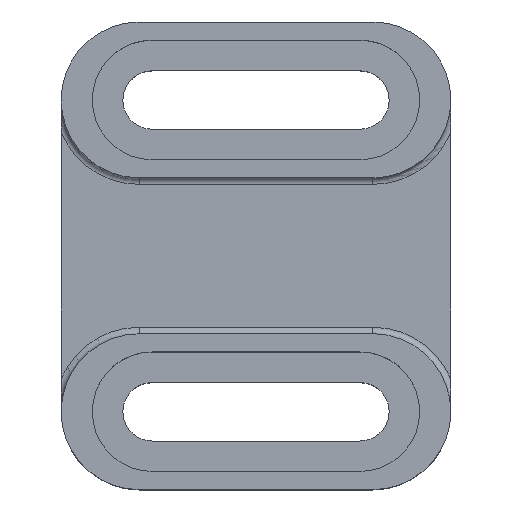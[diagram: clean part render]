
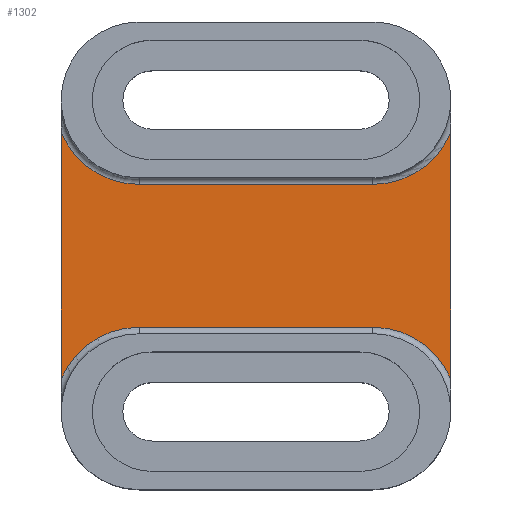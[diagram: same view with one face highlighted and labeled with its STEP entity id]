
A CAD part, top view. The second image highlights one B-rep face of the part: STEP entity #1302.
In plain terms, the highlighted planar face has unit normal (0, 0, 1).
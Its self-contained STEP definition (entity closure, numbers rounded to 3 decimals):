
#296=CARTESIAN_POINT('',(9.,12.,7.75));
#297=DIRECTION('',(0.,0.,1.));
#298=DIRECTION('',(0.,-1.,0.));
#299=AXIS2_PLACEMENT_3D('',#296,#297,#298);
#301=DIRECTION('',(0.,-1.,0.));
#302=VECTOR('',#301,19.);
#303=CARTESIAN_POINT('',(15.,9.5,7.75));
#304=LINE('',#303,#302);
#305=CARTESIAN_POINT('',(9.,-12.,7.75));
#306=DIRECTION('',(0.,0.,1.));
#307=DIRECTION('',(0.923,0.385,0.));
#308=AXIS2_PLACEMENT_3D('',#305,#306,#307);
#310=CARTESIAN_POINT('',(-9.,-12.,7.75));
#311=DIRECTION('',(0.,0.,1.));
#312=DIRECTION('',(0.,1.,0.));
#313=AXIS2_PLACEMENT_3D('',#310,#311,#312);
#315=DIRECTION('',(0.,1.,0.));
#316=VECTOR('',#315,19.);
#317=CARTESIAN_POINT('',(-15.,-9.5,7.75));
#318=LINE('',#317,#316);
#319=CARTESIAN_POINT('',(-9.,12.,7.75));
#320=DIRECTION('',(0.,0.,1.));
#321=DIRECTION('',(-0.923,-0.385,0.));
#322=AXIS2_PLACEMENT_3D('',#319,#320,#321);
#329=DIRECTION('',(-1.,0.,0.));
#330=VECTOR('',#329,18.);
#331=CARTESIAN_POINT('',(9.,5.5,7.75));
#332=LINE('',#331,#330);
#500=DIRECTION('',(1.,0.,0.));
#501=VECTOR('',#500,18.);
#502=CARTESIAN_POINT('',(-9.,-5.5,7.75));
#503=LINE('',#502,#501);
#960=CARTESIAN_POINT('',(9.,5.5,7.75));
#961=CARTESIAN_POINT('',(15.,9.5,7.75));
#962=VERTEX_POINT('',#960);
#963=VERTEX_POINT('',#961);
#964=CARTESIAN_POINT('',(15.,-9.5,7.75));
#965=VERTEX_POINT('',#964);
#966=CARTESIAN_POINT('',(9.,-5.5,7.75));
#967=VERTEX_POINT('',#966);
#968=CARTESIAN_POINT('',(-9.,-5.5,7.75));
#969=VERTEX_POINT('',#968);
#970=CARTESIAN_POINT('',(-15.,-9.5,7.75));
#971=VERTEX_POINT('',#970);
#972=CARTESIAN_POINT('',(-15.,9.5,7.75));
#973=VERTEX_POINT('',#972);
#974=CARTESIAN_POINT('',(-9.,5.5,7.75));
#975=VERTEX_POINT('',#974);
#1282=CARTESIAN_POINT('',(0.,0.,7.75));
#1283=DIRECTION('',(0.,0.,1.));
#1284=DIRECTION('',(1.,0.,0.));
#1285=AXIS2_PLACEMENT_3D('',#1282,#1283,#1284);
#1286=PLANE('',#1285);
#1288=ORIENTED_EDGE('',*,*,#1287,.T.);
#1289=ORIENTED_EDGE('',*,*,#1167,.T.);
#1291=ORIENTED_EDGE('',*,*,#1290,.T.);
#1293=ORIENTED_EDGE('',*,*,#1292,.F.);
#1294=ORIENTED_EDGE('',*,*,#1273,.T.);
#1295=ORIENTED_EDGE('',*,*,#1101,.T.);
#1297=ORIENTED_EDGE('',*,*,#1296,.T.);
#1299=ORIENTED_EDGE('',*,*,#1298,.F.);
#1300=EDGE_LOOP('',(#1288,#1289,#1291,#1293,#1294,#1295,#1297,#1299));
#1301=FACE_OUTER_BOUND('',#1300,.F.);
#1302=ADVANCED_FACE('',(#1301),#1286,.T.);
#300=CIRCLE('',#299,6.5);
#309=CIRCLE('',#308,6.5);
#314=CIRCLE('',#313,6.5);
#323=CIRCLE('',#322,6.5);
#1101=EDGE_CURVE('',#971,#973,#318,.T.);
#1167=EDGE_CURVE('',#963,#965,#304,.T.);
#1273=EDGE_CURVE('',#969,#971,#314,.T.);
#1287=EDGE_CURVE('',#962,#963,#300,.T.);
#1290=EDGE_CURVE('',#965,#967,#309,.T.);
#1292=EDGE_CURVE('',#969,#967,#503,.T.);
#1296=EDGE_CURVE('',#973,#975,#323,.T.);
#1298=EDGE_CURVE('',#962,#975,#332,.T.);
